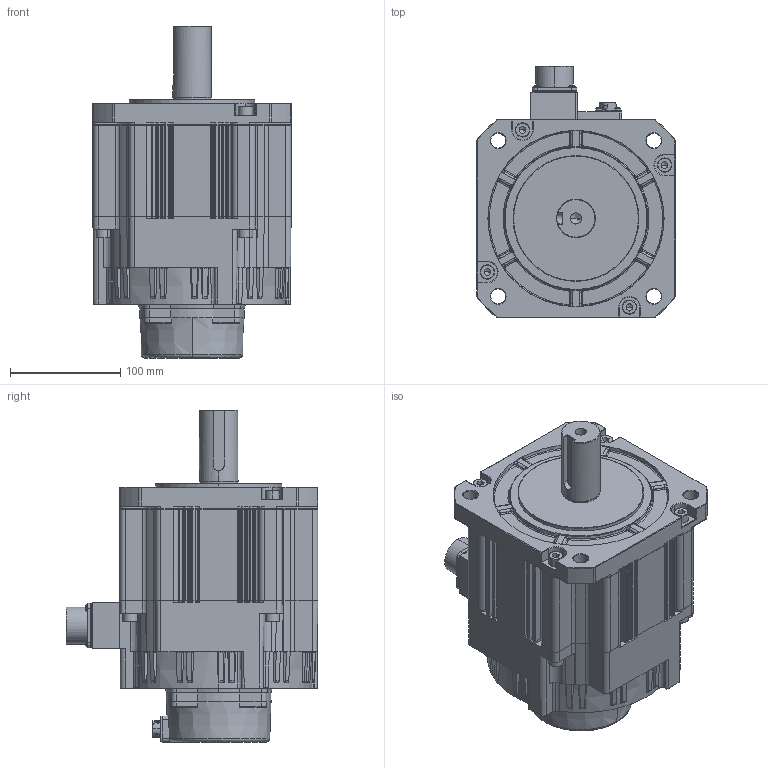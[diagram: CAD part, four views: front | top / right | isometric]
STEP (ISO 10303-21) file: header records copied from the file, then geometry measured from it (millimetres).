
FILE_DESCRIPTION (( 'STEP AP203' ), '1' );
FILE_NAME ('SV-X6MM300A-B4LD.STEP', '2021-10-12T13:22:29', ( 'China' ), ( 'Microsoft' ), 'SwSTEP 2.0', 'SolidWorks 2016', '' );
FILE_SCHEMA (( 'CONFIG_CONTROL_DESIGN' ));
Products named in the file (1): SV-X6MM300A-B4LD
Bounding box: 180 x 228.55 x 301.5 mm (x, y, z)
Volume: 5454692.8 mm3; surface area: 264644.7 mm2
Topology: 1 solids, 5 shells, 2070 faces, 5361 edges, 3311 vertices
Faces by surface type: plane 793, cylinder 748, cone 312, bspline 116, torus 77, sphere 24
Entity records: 74222 total; most frequent: CARTESIAN_POINT 25368, ORIENTED_EDGE 10634, DIRECTION 9905, EDGE_CURVE 5317, AXIS2_PLACEMENT_3D 3752, VERTEX_POINT 3303, VECTOR 2401, LINE 2401
